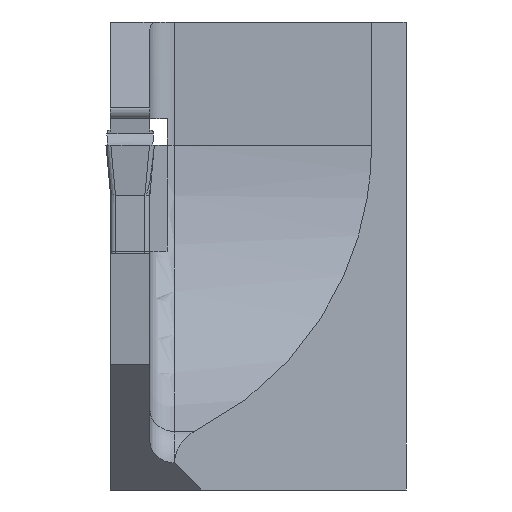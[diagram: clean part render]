
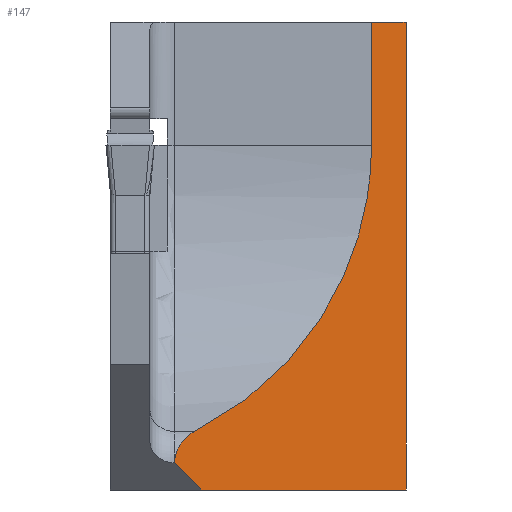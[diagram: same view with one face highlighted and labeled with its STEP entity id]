
A CAD part, left-side view. The second image highlights one B-rep face of the part: STEP entity #147.
In plain terms, the highlighted planar face has unit normal (-0.707, -0.707, 0).
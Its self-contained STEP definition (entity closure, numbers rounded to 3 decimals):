
#89=ELLIPSE('',#1315,2.121,1.5);
#90=ELLIPSE('',#1333,18.385,13.);
#147=ADVANCED_FACE('',(#258),#195,.F.);
#195=PLANE('',#1344);
#258=FACE_OUTER_BOUND('',#322,.T.);
#322=EDGE_LOOP('',(#648,#649,#650,#651,#652,#653,#654));
#648=ORIENTED_EDGE('',*,*,#914,.F.);
#649=ORIENTED_EDGE('',*,*,#937,.F.);
#650=ORIENTED_EDGE('',*,*,#918,.F.);
#651=ORIENTED_EDGE('',*,*,#964,.F.);
#652=ORIENTED_EDGE('',*,*,#967,.F.);
#653=ORIENTED_EDGE('',*,*,#928,.F.);
#654=ORIENTED_EDGE('',*,*,#977,.T.);
#770=VERTEX_POINT('',#1930);
#771=VERTEX_POINT('',#1932);
#774=VERTEX_POINT('',#1939);
#775=VERTEX_POINT('',#1941);
#783=VERTEX_POINT('',#1960);
#784=VERTEX_POINT('',#1962);
#806=VERTEX_POINT('',#2033);
#914=EDGE_CURVE('',#770,#771,#1062,.T.);
#918=EDGE_CURVE('',#774,#775,#1065,.T.);
#928=EDGE_CURVE('',#783,#784,#89,.T.);
#937=EDGE_CURVE('',#775,#770,#1079,.T.);
#964=EDGE_CURVE('',#806,#774,#1105,.T.);
#967=EDGE_CURVE('',#784,#806,#90,.T.);
#977=EDGE_CURVE('',#783,#771,#1109,.T.);
#1062=LINE('',#1931,#1194);
#1065=LINE('',#1940,#1197);
#1079=LINE('',#1978,#1211);
#1105=LINE('',#2032,#1237);
#1109=LINE('',#2088,#1241);
#1194=VECTOR('',#1547,1.);
#1197=VECTOR('',#1554,1.);
#1211=VECTOR('',#1584,1.);
#1237=VECTOR('',#1636,1.);
#1241=VECTOR('',#1664,1.);
#1315=AXIS2_PLACEMENT_3D('',#1961,#1570,#1571);
#1333=AXIS2_PLACEMENT_3D('',#2038,#1641,#1642);
#1344=AXIS2_PLACEMENT_3D('',#2089,#1665,#1666);
#1547=DIRECTION('',(-0.707,0.707,0.));
#1554=DIRECTION('',(0.707,-0.707,0.));
#1570=DIRECTION('',(0.707,0.707,0.));
#1571=DIRECTION('',(-0.707,0.707,0.));
#1584=DIRECTION('',(0.,0.,-1.));
#1636=DIRECTION('',(0.,0.,1.));
#1641=DIRECTION('',(-0.707,-0.707,0.));
#1642=DIRECTION('',(-0.707,0.707,0.));
#1664=DIRECTION('',(0.577,-0.577,-0.577));
#1665=DIRECTION('',(0.707,0.707,0.));
#1666=DIRECTION('',(0.707,-0.707,0.));
#1930=CARTESIAN_POINT('',(14.4,-12.,-14.));
#1931=CARTESIAN_POINT('',(5.,-2.6,-14.));
#1932=CARTESIAN_POINT('',(6.103,-3.703,-14.));
#1939=CARTESIAN_POINT('',(13.,-10.6,5.));
#1940=CARTESIAN_POINT('',(5.,-2.6,5.));
#1941=CARTESIAN_POINT('',(14.4,-12.,5.));
#1960=CARTESIAN_POINT('',(5.001,-2.601,-12.899));
#1961=CARTESIAN_POINT('',(6.5,-4.1,-12.961));
#1962=CARTESIAN_POINT('',(5.828,-3.428,-11.621));
#1978=CARTESIAN_POINT('',(14.4,-12.,-35.));
#2032=CARTESIAN_POINT('',(13.,-10.6,-35.));
#2033=CARTESIAN_POINT('',(13.,-10.6,0.));
#2038=CARTESIAN_POINT('',(0.,2.4,0.));
#2088=CARTESIAN_POINT('',(9.868,-7.468,-17.766));
#2089=CARTESIAN_POINT('',(5.,-2.6,-35.));
